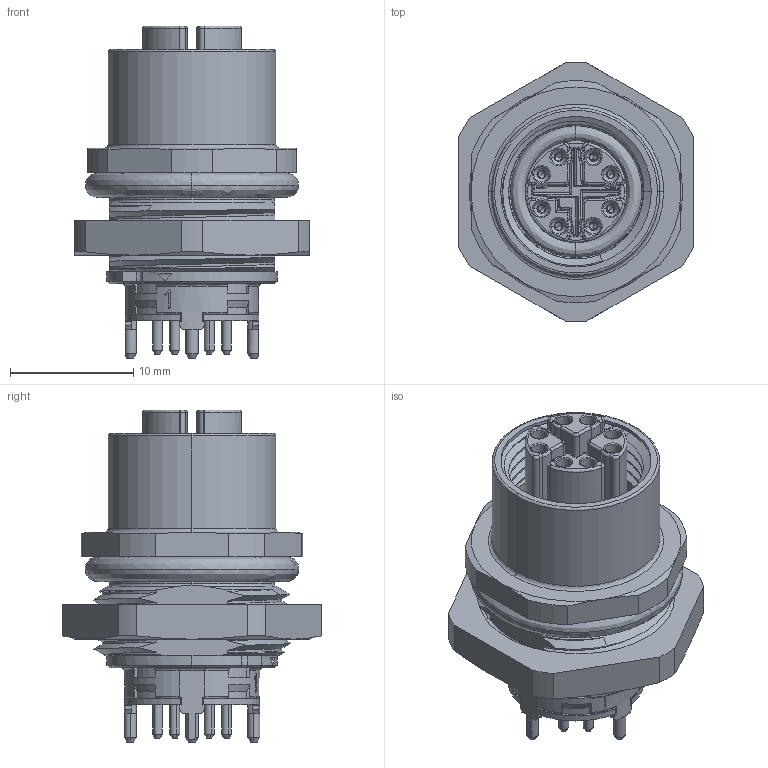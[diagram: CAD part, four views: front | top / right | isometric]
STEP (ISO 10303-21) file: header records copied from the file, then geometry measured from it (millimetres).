
FILE_DESCRIPTION (( 'STEP AP214' ), '1' );
FILE_NAME ('J80020A0122H50.STEP', '2017-11-02T13:03:21', ( '' ), ( '' ), 'SwSTEP 2.0', 'SolidWorks 2017', '' );
FILE_SCHEMA (( 'AUTOMOTIVE_DESIGN' ));
Length unit declared in the file: millimetre
Products named in the file (1): J80020A0122H50
Bounding box: 19 x 20.99 x 26.9 mm (x, y, z)
Volume: 3469.6 mm3; surface area: 3910.3 mm2
Topology: 3 solids, 3 shells, 1068 faces, 2770 edges, 1666 vertices
Faces by surface type: cylinder 406, plane 310, bspline 196, cone 134, torus 22
Entity records: 55230 total; most frequent: CARTESIAN_POINT 19205, ORIENTED_EDGE 5408, DIRECTION 4970, EDGE_CURVE 2704, AXIS2_PLACEMENT_3D 1925, VERTEX_POINT 1666, LINE 1120, VECTOR 1120
